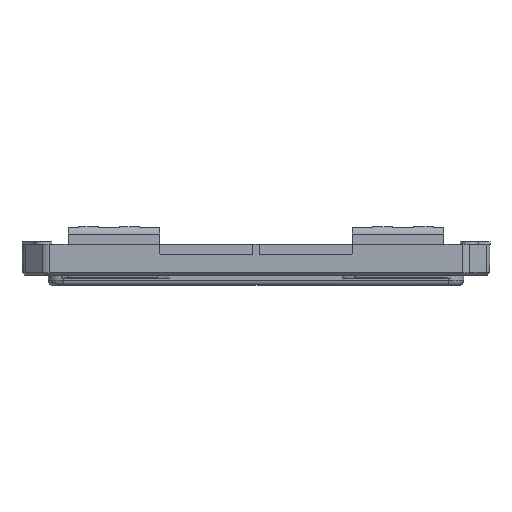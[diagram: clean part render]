
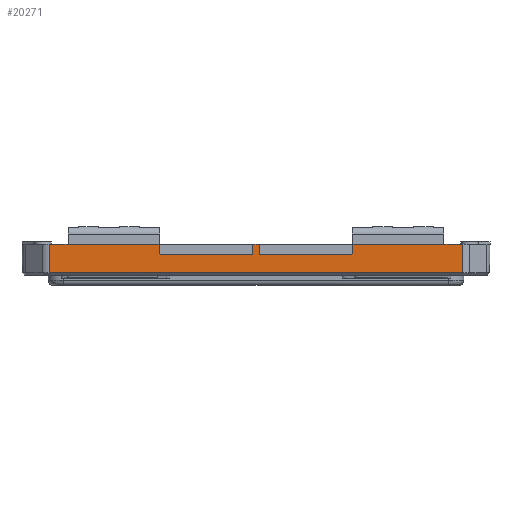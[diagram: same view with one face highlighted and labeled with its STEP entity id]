
A CAD part, left-side view. The second image highlights one B-rep face of the part: STEP entity #20271.
In plain terms, the highlighted planar face has unit normal (-1, 0, -0.018).
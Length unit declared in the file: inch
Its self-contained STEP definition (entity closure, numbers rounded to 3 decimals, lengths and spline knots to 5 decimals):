
#153 = DIRECTION ( 'NONE',  ( 0., 1., 0. ) ) ;
#375 = ORIENTED_EDGE ( 'NONE', *, *, #6775, .T. ) ;
#573 = ORIENTED_EDGE ( 'NONE', *, *, #16146, .F. ) ;
#628 = EDGE_CURVE ( 'NONE', #7136, #4851, #12178, .T. ) ;
#995 = ORIENTED_EDGE ( 'NONE', *, *, #6419, .T. ) ;
#1058 = DIRECTION ( 'NONE',  ( 0., 1., 0. ) ) ;
#1133 = VECTOR ( 'NONE', #8066, 39.37008 ) ;
#1146 = EDGE_CURVE ( 'NONE', #18648, #17281, #4695, .T. ) ;
#1319 = CARTESIAN_POINT ( 'NONE',  ( -4.899, 5.149, 1. ) ) ;
#1508 = LINE ( 'NONE', #7841, #6343 ) ;
#1591 = LINE ( 'NONE', #3448, #14538 ) ;
#1628 = LINE ( 'NONE', #6539, #1133 ) ;
#1740 = EDGE_CURVE ( 'NONE', #16807, #17281, #13361, .T. ) ;
#2019 = CARTESIAN_POINT ( 'NONE',  ( -4.899, -0.074, 1. ) ) ;
#2133 = ORIENTED_EDGE ( 'NONE', *, *, #13127, .T. ) ;
#2172 = ORIENTED_EDGE ( 'NONE', *, *, #10032, .T. ) ;
#2544 = VECTOR ( 'NONE', #10079, 39.37008 ) ;
#2799 = ORIENTED_EDGE ( 'NONE', *, *, #1740, .T. ) ;
#2861 = ORIENTED_EDGE ( 'NONE', *, *, #1146, .F. ) ;
#2975 = CARTESIAN_POINT ( 'NONE',  ( -4.899, 5.04546, 1. ) ) ;
#3078 = LINE ( 'NONE', #11614, #7833 ) ;
#3238 = LINE ( 'NONE', #21569, #4980 ) ;
#3448 = CARTESIAN_POINT ( 'NONE',  ( -4.899, 5.149, 1. ) ) ;
#3833 = EDGE_CURVE ( 'NONE', #4851, #16807, #3238, .T. ) ;
#4507 = DIRECTION ( 'NONE',  ( -1., 0., -0.017 ) ) ;
#4695 = LINE ( 'NONE', #21261, #9417 ) ;
#4851 = VERTEX_POINT ( 'NONE', #6514 ) ;
#4980 = VECTOR ( 'NONE', #6618, 39.37008 ) ;
#5285 = CARTESIAN_POINT ( 'NONE',  ( -4.89464, 2.34313, 0.75 ) ) ;
#5412 = CARTESIAN_POINT ( 'NONE',  ( -4.899, 5.149, 1. ) ) ;
#5638 = EDGE_CURVE ( 'NONE', #20910, #6370, #1508, .T. ) ;
#6343 = VECTOR ( 'NONE', #14504, 39.37008 ) ;
#6370 = VERTEX_POINT ( 'NONE', #16388 ) ;
#6419 = EDGE_CURVE ( 'NONE', #11261, #20910, #8321, .T. ) ;
#6514 = CARTESIAN_POINT ( 'NONE',  ( -4.899, 4.5865, 1. ) ) ;
#6539 = CARTESIAN_POINT ( 'NONE',  ( -4.89464, 2.34313, 0.75 ) ) ;
#6606 = FACE_OUTER_BOUND ( 'NONE', #12048, .T. ) ;
#6618 = DIRECTION ( 'NONE',  ( 0., 1., 0. ) ) ;
#6775 = EDGE_CURVE ( 'NONE', #9142, #7136, #1628, .T. ) ;
#7136 = VERTEX_POINT ( 'NONE', #20979 ) ;
#7460 = CARTESIAN_POINT ( 'NONE',  ( -4.899, 0.074, 1. ) ) ;
#7488 = VERTEX_POINT ( 'NONE', #17899 ) ;
#7560 = DIRECTION ( 'NONE',  ( 0., 1., 0. ) ) ;
#7833 = VECTOR ( 'NONE', #18262, 39.37008 ) ;
#7841 = CARTESIAN_POINT ( 'NONE',  ( -4.899, -2.3475, 1. ) ) ;
#8066 = DIRECTION ( 'NONE',  ( -0.017, 0.017, 1. ) ) ;
#8321 = LINE ( 'NONE', #21626, #16474 ) ;
#8590 = VERTEX_POINT ( 'NONE', #16594 ) ;
#8627 = DIRECTION ( 'NONE',  ( 0., 1., 0. ) ) ;
#8723 = LINE ( 'NONE', #13537, #13803 ) ;
#8849 = VECTOR ( 'NONE', #7560, 39.37008 ) ;
#9142 = VERTEX_POINT ( 'NONE', #5285 ) ;
#9255 = CARTESIAN_POINT ( 'NONE',  ( -4.899, 0.074, 1. ) ) ;
#9402 = ORIENTED_EDGE ( 'NONE', *, *, #19796, .T. ) ;
#9417 = VECTOR ( 'NONE', #1058, 39.37008 ) ;
#9946 = DIRECTION ( 'NONE',  ( 0.017, 0.007, -1. ) ) ;
#10032 = EDGE_CURVE ( 'NONE', #7488, #9142, #3078, .T. ) ;
#10055 = LINE ( 'NONE', #11804, #15290 ) ;
#10072 = DIRECTION ( 'NONE',  ( 0., 1., 0. ) ) ;
#10079 = DIRECTION ( 'NONE',  ( -0.017, 0.017, 1. ) ) ;
#10251 = AXIS2_PLACEMENT_3D ( 'NONE', #10964, #4507, #14436 ) ;
#10457 = LINE ( 'NONE', #9255, #19066 ) ;
#10564 = DIRECTION ( 'NONE',  ( 0.017, 0.017, -1. ) ) ;
#10964 = CARTESIAN_POINT ( 'NONE',  ( -4.899, 5.149, 1. ) ) ;
#11261 = VERTEX_POINT ( 'NONE', #19646 ) ;
#11459 = VERTEX_POINT ( 'NONE', #2019 ) ;
#11614 = CARTESIAN_POINT ( 'NONE',  ( -4.89464, 5.149, 0.75 ) ) ;
#11804 = CARTESIAN_POINT ( 'NONE',  ( -4.89836, -5.0452, 0.96353 ) ) ;
#11827 = ORIENTED_EDGE ( 'NONE', *, *, #20393, .T. ) ;
#12048 = EDGE_LOOP ( 'NONE', ( #9402, #21582, #12715, #2172, #375, #15466, #13839, #2799, #2861, #573, #11827, #995, #15734, #2133 ) ) ;
#12178 = LINE ( 'NONE', #5412, #19512 ) ;
#12715 = ORIENTED_EDGE ( 'NONE', *, *, #15250, .T. ) ;
#13127 = EDGE_CURVE ( 'NONE', #6370, #13684, #8723, .T. ) ;
#13361 = LINE ( 'NONE', #17045, #14668 ) ;
#13537 = CARTESIAN_POINT ( 'NONE',  ( -4.89464, 5.149, 0.75 ) ) ;
#13684 = VERTEX_POINT ( 'NONE', #20032 ) ;
#13803 = VECTOR ( 'NONE', #8627, 39.37008 ) ;
#13839 = ORIENTED_EDGE ( 'NONE', *, *, #3833, .T. ) ;
#13965 = LINE ( 'NONE', #16832, #2544 ) ;
#14436 = DIRECTION ( 'NONE',  ( -0.017, 0., 1. ) ) ;
#14504 = DIRECTION ( 'NONE',  ( 0.017, 0.017, -1. ) ) ;
#14538 = VECTOR ( 'NONE', #153, 39.37008 ) ;
#14668 = VECTOR ( 'NONE', #15201, 39.37008 ) ;
#15201 = DIRECTION ( 'NONE',  ( 0.017, -0.007, -1. ) ) ;
#15250 = EDGE_CURVE ( 'NONE', #16700, #7488, #10457, .T. ) ;
#15290 = VECTOR ( 'NONE', #9946, 39.37008 ) ;
#15466 = ORIENTED_EDGE ( 'NONE', *, *, #628, .T. ) ;
#15537 = EDGE_CURVE ( 'NONE', #11459, #16700, #1591, .T. ) ;
#15734 = ORIENTED_EDGE ( 'NONE', *, *, #5638, .T. ) ;
#15938 = CARTESIAN_POINT ( 'NONE',  ( -4.88696, -5.04047, 0.30999 ) ) ;
#16146 = EDGE_CURVE ( 'NONE', #8590, #18648, #10055, .T. ) ;
#16287 = LINE ( 'NONE', #1319, #8849 ) ;
#16388 = CARTESIAN_POINT ( 'NONE',  ( -4.89464, -2.34313, 0.75 ) ) ;
#16474 = VECTOR ( 'NONE', #10072, 39.37008 ) ;
#16594 = CARTESIAN_POINT ( 'NONE',  ( -4.899, -5.04546, 1. ) ) ;
#16700 = VERTEX_POINT ( 'NONE', #7460 ) ;
#16807 = VERTEX_POINT ( 'NONE', #2975 ) ;
#16832 = CARTESIAN_POINT ( 'NONE',  ( -4.89464, -0.07837, 0.75 ) ) ;
#17045 = CARTESIAN_POINT ( 'NONE',  ( -4.899, 5.04546, 1. ) ) ;
#17281 = VERTEX_POINT ( 'NONE', #20511 ) ;
#17708 = PLANE ( 'NONE',  #10251 ) ;
#17899 = CARTESIAN_POINT ( 'NONE',  ( -4.89464, 0.07837, 0.75 ) ) ;
#18262 = DIRECTION ( 'NONE',  ( 0., 1., 0. ) ) ;
#18648 = VERTEX_POINT ( 'NONE', #15938 ) ;
#19066 = VECTOR ( 'NONE', #10564, 39.37008 ) ;
#19512 = VECTOR ( 'NONE', #20791, 39.37008 ) ;
#19646 = CARTESIAN_POINT ( 'NONE',  ( -4.899, -4.5865, 1. ) ) ;
#19796 = EDGE_CURVE ( 'NONE', #13684, #11459, #13965, .T. ) ;
#20032 = CARTESIAN_POINT ( 'NONE',  ( -4.89464, -0.07837, 0.75 ) ) ;
#20192 = CARTESIAN_POINT ( 'NONE',  ( -4.899, -2.3475, 1. ) ) ;
#20271 = ADVANCED_FACE ( 'NONE', ( #6606 ), #17708, .T. ) ;
#20393 = EDGE_CURVE ( 'NONE', #8590, #11261, #16287, .T. ) ;
#20511 = CARTESIAN_POINT ( 'NONE',  ( -4.88696, 5.04047, 0.30999 ) ) ;
#20791 = DIRECTION ( 'NONE',  ( 0., 1., 0. ) ) ;
#20910 = VERTEX_POINT ( 'NONE', #20192 ) ;
#20979 = CARTESIAN_POINT ( 'NONE',  ( -4.899, 2.3475, 1. ) ) ;
#21261 = CARTESIAN_POINT ( 'NONE',  ( -4.88696, 0.00001, 0.30999 ) ) ;
#21569 = CARTESIAN_POINT ( 'NONE',  ( -4.899, 5.149, 1. ) ) ;
#21582 = ORIENTED_EDGE ( 'NONE', *, *, #15537, .T. ) ;
#21626 = CARTESIAN_POINT ( 'NONE',  ( -4.899, 5.149, 1. ) ) ;
